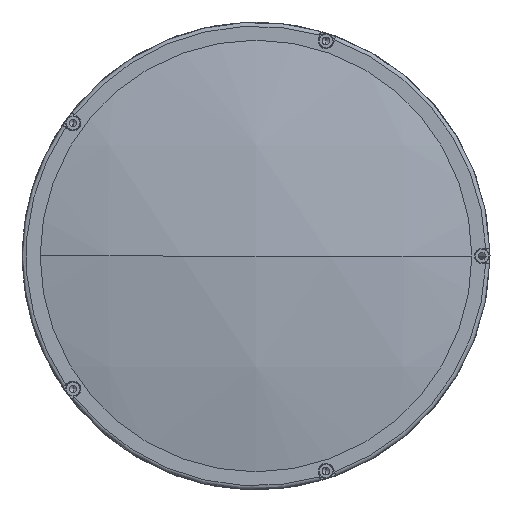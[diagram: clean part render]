
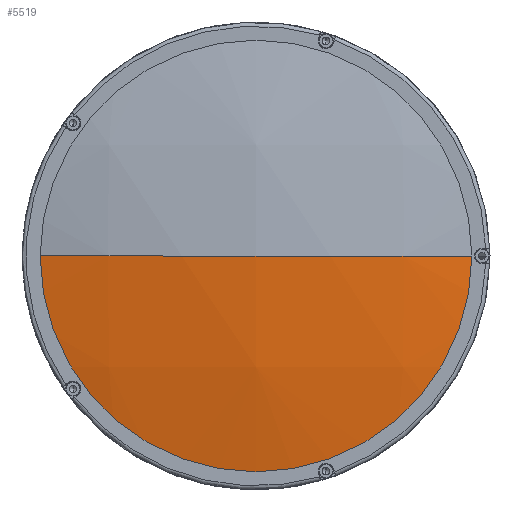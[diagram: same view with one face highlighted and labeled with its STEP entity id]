
A CAD part, left-side view. The second image highlights one B-rep face of the part: STEP entity #5519.
In plain terms, the highlighted spherical face has radius 384 mm.
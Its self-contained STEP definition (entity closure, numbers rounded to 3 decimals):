
#341 = DIRECTION ( 'NONE',  ( 0., 1., 0. ) ) ;
#388 = AXIS2_PLACEMENT_3D ( 'NONE', #5616, #5649, #341 ) ;
#393 = AXIS2_PLACEMENT_3D ( 'NONE', #4716, #5370, #560 ) ;
#541 = CARTESIAN_POINT ( 'NONE',  ( -353.104, 85., 0. ) ) ;
#560 = DIRECTION ( 'NONE',  ( 0., 0., 1. ) ) ;
#906 = DIRECTION ( 'NONE',  ( 0., 1., 0. ) ) ;
#910 = CIRCLE ( 'NONE', #4847, 384. ) ;
#1101 = VERTEX_POINT ( 'NONE', #3834 ) ;
#1111 = DIRECTION ( 'NONE',  ( 0., 0., 1. ) ) ;
#1324 = ORIENTED_EDGE ( 'NONE', *, *, #6890, .F. ) ;
#1662 = VERTEX_POINT ( 'NONE', #541 ) ;
#1757 = CARTESIAN_POINT ( 'NONE',  ( 21.37, 0., 0. ) ) ;
#1896 = CARTESIAN_POINT ( 'NONE',  ( 21.37, 0., 0. ) ) ;
#1922 = FACE_OUTER_BOUND ( 'NONE', #5312, .T. ) ;
#1983 = ORIENTED_EDGE ( 'NONE', *, *, #6673, .T. ) ;
#2382 = CARTESIAN_POINT ( 'NONE',  ( -353.104, -85., 0. ) ) ;
#2401 = CIRCLE ( 'NONE', #393, 85. ) ;
#2990 = SPHERICAL_SURFACE ( 'NONE', #388, 384. ) ;
#3046 = AXIS2_PLACEMENT_3D ( 'NONE', #1757, #1111, #4473 ) ;
#3452 = DIRECTION ( 'NONE',  ( 0., 0., -1. ) ) ;
#3834 = CARTESIAN_POINT ( 'NONE',  ( -362.63, 0., 0. ) ) ;
#4402 = VERTEX_POINT ( 'NONE', #2382 ) ;
#4412 = CIRCLE ( 'NONE', #3046, 384. ) ;
#4473 = DIRECTION ( 'NONE',  ( 0., -1., 0. ) ) ;
#4708 = EDGE_CURVE ( 'NONE', #1662, #4402, #2401, .T. ) ;
#4716 = CARTESIAN_POINT ( 'NONE',  ( -353.104, 0., 0. ) ) ;
#4847 = AXIS2_PLACEMENT_3D ( 'NONE', #1896, #3452, #906 ) ;
#4949 = ORIENTED_EDGE ( 'NONE', *, *, #4708, .T. ) ;
#5312 = EDGE_LOOP ( 'NONE', ( #4949, #1983, #1324 ) ) ;
#5370 = DIRECTION ( 'NONE',  ( -1., 0., 0. ) ) ;
#5519 = ADVANCED_FACE ( 'NONE', ( #1922 ), #2990, .T. ) ;
#5616 = CARTESIAN_POINT ( 'NONE',  ( 21.37, 0., 0. ) ) ;
#5649 = DIRECTION ( 'NONE',  ( 0., 0., -1. ) ) ;
#6673 = EDGE_CURVE ( 'NONE', #4402, #1101, #910, .T. ) ;
#6890 = EDGE_CURVE ( 'NONE', #1662, #1101, #4412, .T. ) ;
